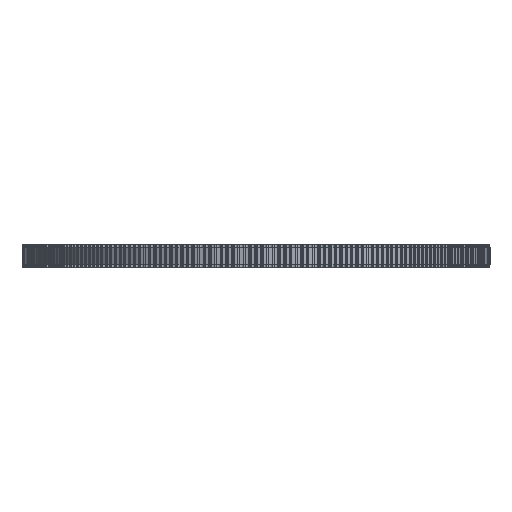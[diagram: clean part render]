
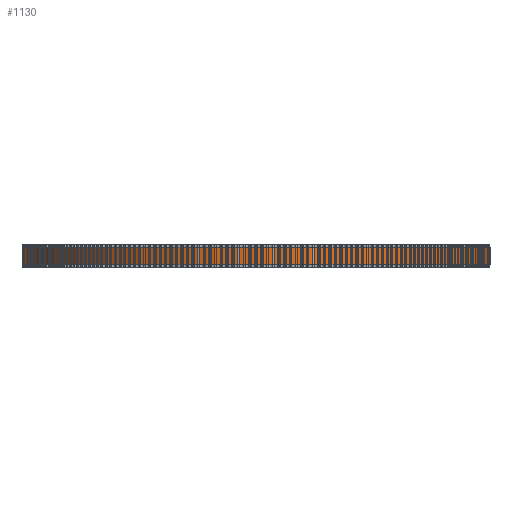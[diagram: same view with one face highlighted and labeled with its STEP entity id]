
A CAD part, front view. The second image highlights one B-rep face of the part: STEP entity #1130.
In plain terms, the highlighted cylindrical face has radius 80.214 mm (diameter 160.428 mm), a full revolution.
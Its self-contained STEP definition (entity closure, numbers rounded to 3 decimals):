
#97=FACE_BOUND('',#4160,.T.);
#98=FACE_BOUND('',#4161,.T.);
#1130=ADVANCED_FACE('',(#97,#98),#2139,.T.);
#2139=CYLINDRICAL_SURFACE('',#22319,80.214);
#4160=EDGE_LOOP('',(#12226));
#4161=EDGE_LOOP('',(#12227));
#12226=ORIENTED_EDGE('',*,*,#17270,.T.);
#12227=ORIENTED_EDGE('',*,*,#17271,.T.);
#14244=VERTEX_POINT('',#35440);
#14245=VERTEX_POINT('',#35442);
#17270=EDGE_CURVE('',#14244,#14244,#19288,.T.);
#17271=EDGE_CURVE('',#14245,#14245,#19289,.T.);
#19288=CIRCLE('',#22317,80.214);
#19289=CIRCLE('',#22318,80.214);
#22317=AXIS2_PLACEMENT_3D('',#35439,#29382,#29383);
#22318=AXIS2_PLACEMENT_3D('',#35441,#29384,#29385);
#22319=AXIS2_PLACEMENT_3D('',#35443,#29386,#29387);
#29382=DIRECTION('',(0.,0.,1.));
#29383=DIRECTION('',(1.,0.,0.));
#29384=DIRECTION('',(0.,0.,-1.));
#29385=DIRECTION('',(1.,0.,0.));
#29386=DIRECTION('',(0.,0.,1.));
#29387=DIRECTION('',(1.,0.,0.));
#35439=CARTESIAN_POINT('',(0.,0.,1.));
#35440=CARTESIAN_POINT('',(80.214,0.,1.));
#35441=CARTESIAN_POINT('',(0.,0.,7.));
#35442=CARTESIAN_POINT('',(80.214,0.,7.));
#35443=CARTESIAN_POINT('',(0.,0.,1.));
